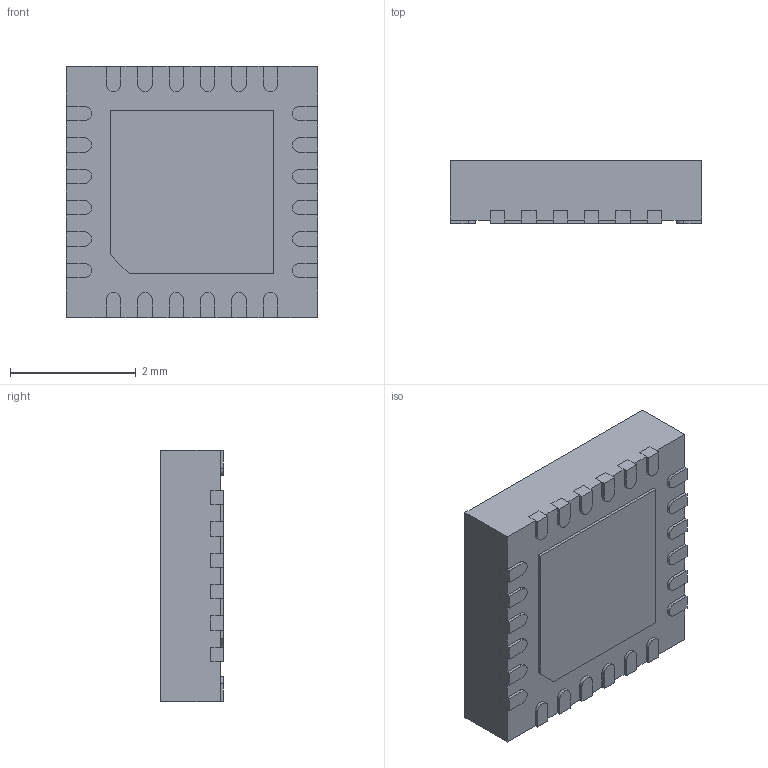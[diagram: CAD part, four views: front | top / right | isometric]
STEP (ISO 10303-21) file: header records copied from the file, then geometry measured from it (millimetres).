
FILE_DESCRIPTION (( 'STEP AP214' ), '1' );
FILE_NAME ('SX1280IMLTRT.STEP', '2022-12-12T12:13:33', ( '' ), ( '' ), 'SwSTEP 2.0', 'SolidWorks 2017', '' );
FILE_SCHEMA (( 'AUTOMOTIVE_DESIGN' ));
Length unit declared in the file: millimetre
Products named in the file (1): SX1280IMLTRT
Bounding box: 4 x 1 x 4 mm (x, y, z)
Volume: 15.6 mm3; surface area: 77 mm2
Topology: 27 solids, 27 shells, 278 faces, 666 edges, 444 vertices
Faces by surface type: plane 214, cylinder 64
Entity records: 8286 total; most frequent: CARTESIAN_POINT 1389, DIRECTION 1352, ORIENTED_EDGE 1332, EDGE_CURVE 666, VECTOR 538, LINE 538, VERTEX_POINT 444, AXIS2_PLACEMENT_3D 407
